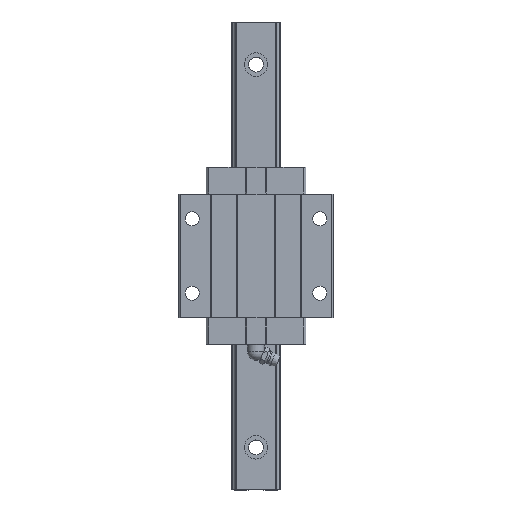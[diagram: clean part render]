
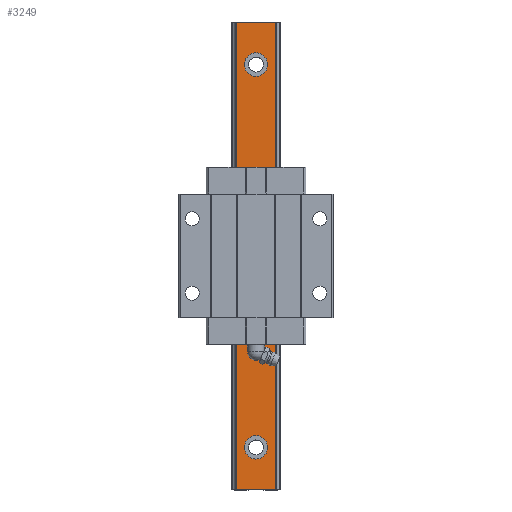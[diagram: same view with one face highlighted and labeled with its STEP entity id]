
A CAD part, top view. The second image highlights one B-rep face of the part: STEP entity #3249.
In plain terms, the highlighted planar face has unit normal (0, 0, 1).
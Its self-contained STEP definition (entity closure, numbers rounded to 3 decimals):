
#171=CIRCLE('',#4173,5.5);
#176=CIRCLE('',#4184,5.5);
#181=CIRCLE('',#4195,5.5);
#199=CIRCLE('',#4238,5.5);
#441=ORIENTED_EDGE('',*,*,#1257,.T.);
#442=ORIENTED_EDGE('',*,*,#1266,.T.);
#443=ORIENTED_EDGE('',*,*,#1275,.T.);
#444=ORIENTED_EDGE('',*,*,#1345,.T.);
#445=ORIENTED_EDGE('',*,*,#1346,.T.);
#446=ORIENTED_EDGE('',*,*,#1347,.F.);
#447=ORIENTED_EDGE('',*,*,#1348,.F.);
#448=ORIENTED_EDGE('',*,*,#1343,.T.);
#1257=EDGE_CURVE('',#1731,#1731,#171,.T.);
#1266=EDGE_CURVE('',#1738,#1738,#176,.T.);
#1275=EDGE_CURVE('',#1745,#1745,#181,.T.);
#1343=EDGE_CURVE('',#1791,#1790,#2106,.T.);
#1345=EDGE_CURVE('',#1792,#1792,#199,.T.);
#1346=EDGE_CURVE('',#1790,#1793,#2107,.T.);
#1347=EDGE_CURVE('',#1794,#1793,#2108,.T.);
#1348=EDGE_CURVE('',#1791,#1794,#2109,.T.);
#1731=VERTEX_POINT('',#5494);
#1738=VERTEX_POINT('',#5514);
#1745=VERTEX_POINT('',#5534);
#1790=VERTEX_POINT('',#5668);
#1791=VERTEX_POINT('',#5670);
#1792=VERTEX_POINT('',#5674);
#1793=VERTEX_POINT('',#5676);
#1794=VERTEX_POINT('',#5678);
#2106=LINE('',#5669,#2396);
#2107=LINE('',#5675,#2397);
#2108=LINE('',#5677,#2398);
#2109=LINE('',#5679,#2399);
#2396=VECTOR('',#4706,1000.);
#2397=VECTOR('',#4713,1000.);
#2398=VECTOR('',#4714,1000.);
#2399=VECTOR('',#4715,1000.);
#2674=EDGE_LOOP('',(#441));
#2675=EDGE_LOOP('',(#442));
#2676=EDGE_LOOP('',(#443));
#2677=EDGE_LOOP('',(#444));
#2678=EDGE_LOOP('',(#445,#446,#447,#448));
#2911=FACE_BOUND('',#2674,.T.);
#2912=FACE_BOUND('',#2675,.T.);
#2913=FACE_BOUND('',#2676,.T.);
#2914=FACE_BOUND('',#2677,.T.);
#2915=FACE_BOUND('',#2678,.T.);
#3125=PLANE('',#4237);
#3249=ADVANCED_FACE('',(#2911,#2912,#2913,#2914,#2915),#3125,.F.);
#4173=AXIS2_PLACEMENT_3D('',#5493,#4527,#4528);
#4184=AXIS2_PLACEMENT_3D('',#5513,#4551,#4552);
#4195=AXIS2_PLACEMENT_3D('',#5533,#4575,#4576);
#4237=AXIS2_PLACEMENT_3D('',#5672,#4709,#4710);
#4238=AXIS2_PLACEMENT_3D('',#5673,#4711,#4712);
#4527=DIRECTION('',(0.,0.,-1.));
#4528=DIRECTION('',(0.,-1.,0.));
#4551=DIRECTION('',(0.,0.,-1.));
#4552=DIRECTION('',(0.,-1.,0.));
#4575=DIRECTION('',(0.,0.,-1.));
#4576=DIRECTION('',(0.,-1.,0.));
#4706=DIRECTION('',(0.,1.,0.));
#4709=DIRECTION('',(0.,0.,-1.));
#4710=DIRECTION('',(-1.,0.,0.));
#4711=DIRECTION('',(0.,0.,-1.));
#4712=DIRECTION('',(0.,-1.,0.));
#4713=DIRECTION('',(-1.,0.,0.));
#4714=DIRECTION('',(0.,1.,0.));
#4715=DIRECTION('',(-1.,0.,0.));
#5493=CARTESIAN_POINT('',(0.,-90.,20.));
#5494=CARTESIAN_POINT('',(0.,-95.5,20.));
#5513=CARTESIAN_POINT('',(0.,-30.,20.));
#5514=CARTESIAN_POINT('',(0.,-35.5,20.));
#5533=CARTESIAN_POINT('',(0.,30.,20.));
#5534=CARTESIAN_POINT('',(0.,24.5,20.));
#5668=CARTESIAN_POINT('',(9.286,110.,20.));
#5669=CARTESIAN_POINT('',(9.286,-110.,20.));
#5670=CARTESIAN_POINT('',(9.286,-110.,20.));
#5672=CARTESIAN_POINT('',(9.286,-110.,20.));
#5673=CARTESIAN_POINT('',(0.,90.,20.));
#5674=CARTESIAN_POINT('',(0.,84.5,20.));
#5675=CARTESIAN_POINT('',(9.286,110.,20.));
#5676=CARTESIAN_POINT('',(-9.286,110.,20.));
#5677=CARTESIAN_POINT('',(-9.286,-110.,20.));
#5678=CARTESIAN_POINT('',(-9.286,-110.,20.));
#5679=CARTESIAN_POINT('',(9.286,-110.,20.));
